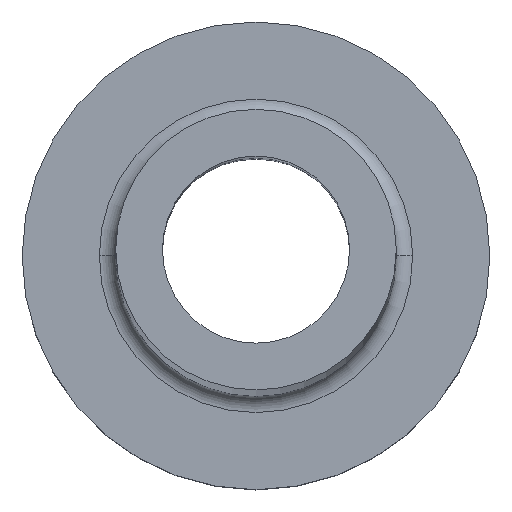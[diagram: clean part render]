
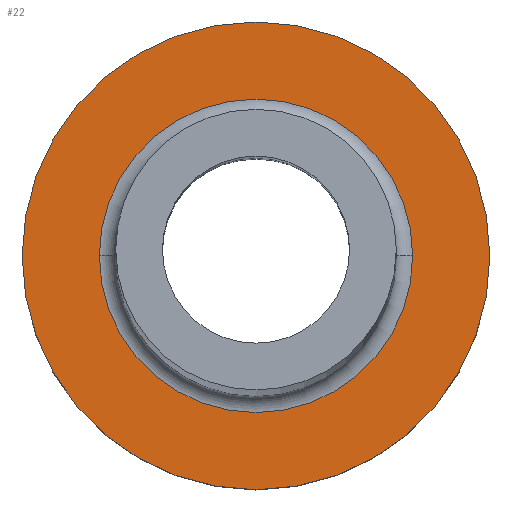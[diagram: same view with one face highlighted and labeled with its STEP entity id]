
A CAD part, top view. The second image highlights one B-rep face of the part: STEP entity #22.
In plain terms, the highlighted planar face has unit normal (0, 0, 1).
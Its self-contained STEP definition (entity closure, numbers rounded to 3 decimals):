
#5 = DIRECTION ( 'NONE',  ( 1., 0., 0. ) ) ;
#8 = DIRECTION ( 'NONE',  ( 1., 0., 0. ) ) ;
#19 = DIRECTION ( 'NONE',  ( 0., 0., -1. ) ) ;
#22 = ADVANCED_FACE ( 'NONE', ( #294, #332 ), #327, .T. ) ;
#56 = EDGE_CURVE ( 'NONE', #69, #321, #105, .T. ) ;
#57 = DIRECTION ( 'NONE',  ( 1., 0., 0. ) ) ;
#60 = AXIS2_PLACEMENT_3D ( 'NONE', #406, #233, #440 ) ;
#69 = VERTEX_POINT ( 'NONE', #382 ) ;
#105 = CIRCLE ( 'NONE', #60, 6.7 ) ;
#112 = EDGE_CURVE ( 'NONE', #234, #195, #136, .T. ) ;
#118 = EDGE_LOOP ( 'NONE', ( #351, #126 ) ) ;
#121 = DIRECTION ( 'NONE',  ( 0., 0., 1. ) ) ;
#126 = ORIENTED_EDGE ( 'NONE', *, *, #56, .T. ) ;
#132 = EDGE_CURVE ( 'NONE', #321, #69, #312, .T. ) ;
#136 = CIRCLE ( 'NONE', #244, 10. ) ;
#139 = CARTESIAN_POINT ( 'NONE',  ( -10., 0., 7. ) ) ;
#155 = DIRECTION ( 'NONE',  ( 0., 0., 1. ) ) ;
#187 = DIRECTION ( 'NONE',  ( 0., 0., 1. ) ) ;
#195 = VERTEX_POINT ( 'NONE', #435 ) ;
#200 = ORIENTED_EDGE ( 'NONE', *, *, #203, .T. ) ;
#203 = EDGE_CURVE ( 'NONE', #195, #234, #394, .T. ) ;
#224 = CARTESIAN_POINT ( 'NONE',  ( 0., 0., 7. ) ) ;
#230 = CARTESIAN_POINT ( 'NONE',  ( 0., 0., 7. ) ) ;
#232 = DIRECTION ( 'NONE',  ( 1., 0., 0. ) ) ;
#233 = DIRECTION ( 'NONE',  ( 0., 0., -1. ) ) ;
#234 = VERTEX_POINT ( 'NONE', #139 ) ;
#244 = AXIS2_PLACEMENT_3D ( 'NONE', #224, #155, #232 ) ;
#258 = CARTESIAN_POINT ( 'NONE',  ( 0., 0., 7. ) ) ;
#278 = AXIS2_PLACEMENT_3D ( 'NONE', #370, #121, #57 ) ;
#294 = FACE_BOUND ( 'NONE', #118, .T. ) ;
#308 = CARTESIAN_POINT ( 'NONE',  ( 6.7, 0., 7. ) ) ;
#312 = CIRCLE ( 'NONE', #428, 6.7 ) ;
#321 = VERTEX_POINT ( 'NONE', #308 ) ;
#327 = PLANE ( 'NONE',  #366 ) ;
#332 = FACE_OUTER_BOUND ( 'NONE', #389, .T. ) ;
#351 = ORIENTED_EDGE ( 'NONE', *, *, #132, .T. ) ;
#366 = AXIS2_PLACEMENT_3D ( 'NONE', #230, #187, #5 ) ;
#370 = CARTESIAN_POINT ( 'NONE',  ( 0., 0., 7. ) ) ;
#382 = CARTESIAN_POINT ( 'NONE',  ( -6.7, 0., 7. ) ) ;
#389 = EDGE_LOOP ( 'NONE', ( #442, #200 ) ) ;
#394 = CIRCLE ( 'NONE', #278, 10. ) ;
#406 = CARTESIAN_POINT ( 'NONE',  ( 0., 0., 7. ) ) ;
#428 = AXIS2_PLACEMENT_3D ( 'NONE', #258, #19, #8 ) ;
#435 = CARTESIAN_POINT ( 'NONE',  ( 10., 0., 7. ) ) ;
#440 = DIRECTION ( 'NONE',  ( 1., 0., 0. ) ) ;
#442 = ORIENTED_EDGE ( 'NONE', *, *, #112, .T. ) ;
